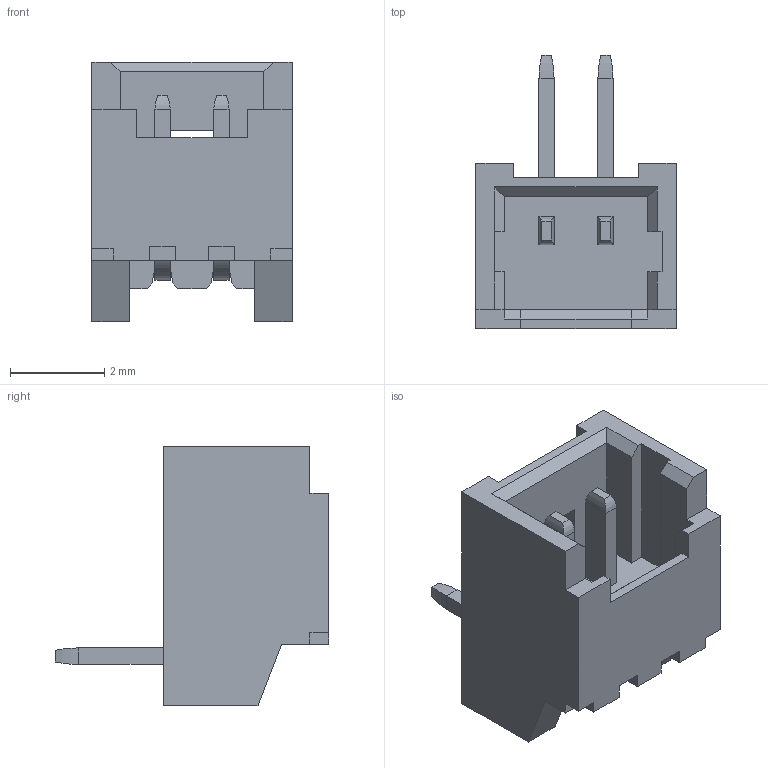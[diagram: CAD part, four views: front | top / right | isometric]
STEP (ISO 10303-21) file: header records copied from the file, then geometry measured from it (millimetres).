
FILE_DESCRIPTION((''),'2;1');
FILE_NAME('530480210','2013-12-04T',('me'),(''),'PRO/ENGINEER BY PARAMETRIC TECHNOLOGY CORPORATION, 2011490','PRO/ENGINEER BY PARAMETRIC TECHNOLOGY CORPORATION, 2011490','');
FILE_SCHEMA(('CONFIG_CONTROL_DESIGN'));
Length unit declared in the file: millimetre
Products named in the file (1): 530480210
Bounding box: 4.25 x 5.8 x 5.5 mm (x, y, z)
Volume: 40.5 mm3; surface area: 154 mm2
Topology: 1 solids, 1 shells, 116 faces, 312 edges, 200 vertices
Faces by surface type: plane 98, bspline 16, cylinder 2
Entity records: 3977 total; most frequent: CARTESIAN_POINT 1105, ORIENTED_EDGE 616, DIRECTION 510, EDGE_CURVE 308, VECTOR 284, LINE 284, VERTEX_POINT 196, EDGE_LOOP 120
